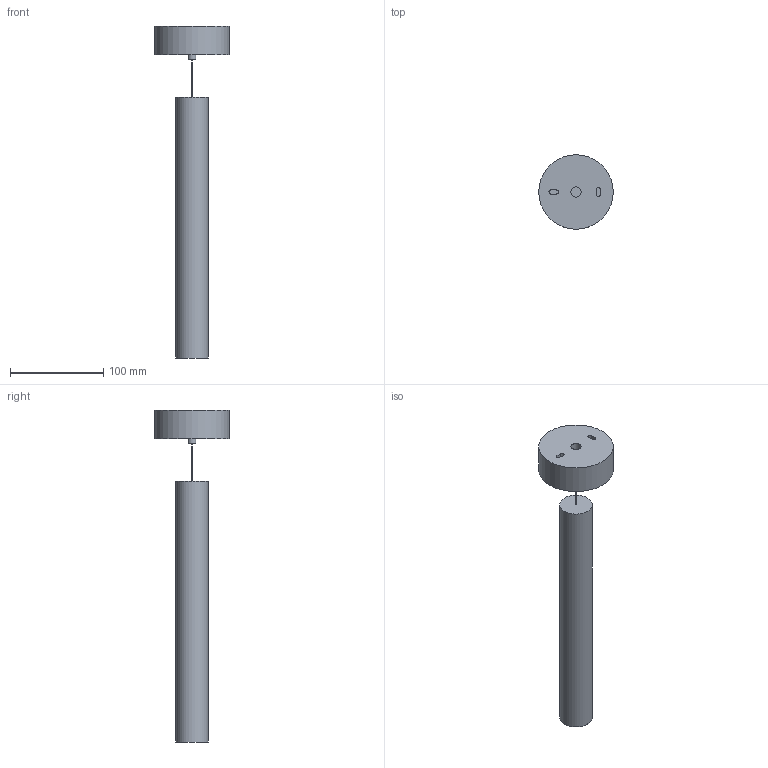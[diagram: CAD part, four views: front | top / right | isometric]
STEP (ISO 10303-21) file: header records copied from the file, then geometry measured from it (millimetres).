
FILE_DESCRIPTION(/* description */ ('This is a sample STEP configuration'),/* implementation_level */ '2;1');
FILE_NAME(/* name */ '662-005xxxxxxxxx SIMPLE.ipt_Rev_02.stp',/* time_stamp */ '2023-04-27T18:09:51+02:00',/* author */ ('powerJobs'),/* organization */ ('coolOrange'),/* preprocessor_version */ 'ST-DEVELOPER v19.2',/* originating_system */ 'Autodesk Inventor 2023',/* authorisation */ '');
FILE_SCHEMA (('AUTOMOTIVE_DESIGN { 1 0 10303 214 3 1 1 }'));
Length unit declared in the file: millimetre
Products named in the file (1): ENG000017787
Bounding box: 80 x 80 x 356.5 mm (x, y, z)
Volume: 414786 mm3; surface area: 52450 mm2
Topology: 1 solids, 1 shells, 22 faces, 42 edges, 28 vertices
Faces by surface type: plane 12, cylinder 9, bspline 1
Full cylindrical faces by diameter (mm): 1 x1, 8.5 x1, 11 x1, 35 x1, 80 x1
Entity records: 644 total; most frequent: CARTESIAN_POINT 136, DIRECTION 105, ORIENTED_EDGE 82, AXIS2_PLACEMENT_3D 42, EDGE_CURVE 41, EDGE_LOOP 29, VERTEX_POINT 28, FACE_OUTER_BOUND 22
